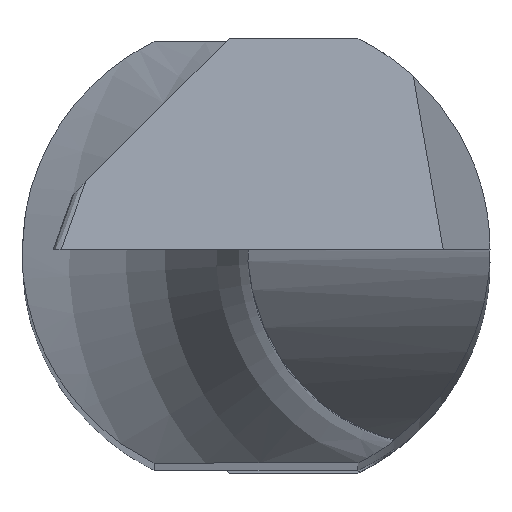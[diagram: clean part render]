
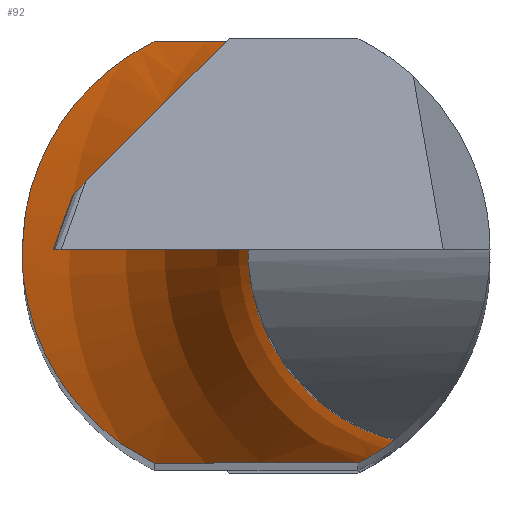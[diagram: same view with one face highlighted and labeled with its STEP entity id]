
A CAD part, top view. The second image highlights one B-rep face of the part: STEP entity #92.
In plain terms, the highlighted toroidal (fillet/blend) face has major radius 3.25 mm and minor radius 2 mm.
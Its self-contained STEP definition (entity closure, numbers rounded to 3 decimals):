
#29=TOROIDAL_SURFACE('',#920,3.25,2.);
#65=CIRCLE('',#918,1.25);
#66=CIRCLE('',#919,1.25);
#92=ADVANCED_FACE('',(#151),#29,.F.);
#151=FACE_OUTER_BOUND('',#190,.T.);
#190=EDGE_LOOP('',(#337,#338,#339,#340,#341,#342,#343,#344));
#337=ORIENTED_EDGE('',*,*,#581,.F.);
#338=ORIENTED_EDGE('',*,*,#582,.F.);
#339=ORIENTED_EDGE('',*,*,#583,.F.);
#340=ORIENTED_EDGE('',*,*,#584,.F.);
#341=ORIENTED_EDGE('',*,*,#557,.F.);
#342=ORIENTED_EDGE('',*,*,#585,.F.);
#343=ORIENTED_EDGE('',*,*,#586,.F.);
#344=ORIENTED_EDGE('',*,*,#547,.F.);
#460=VERTEX_POINT('',#1441);
#461=VERTEX_POINT('',#1449);
#470=VERTEX_POINT('',#1517);
#471=VERTEX_POINT('',#1525);
#486=VERTEX_POINT('',#1659);
#487=VERTEX_POINT('',#1678);
#488=VERTEX_POINT('',#1692);
#489=VERTEX_POINT('',#1698);
#547=EDGE_CURVE('',#460,#461,#641,.T.);
#557=EDGE_CURVE('',#470,#471,#646,.T.);
#581=EDGE_CURVE('',#486,#460,#659,.T.);
#582=EDGE_CURVE('',#487,#486,#660,.T.);
#583=EDGE_CURVE('',#488,#487,#661,.T.);
#584=EDGE_CURVE('',#471,#488,#662,.T.);
#585=EDGE_CURVE('',#489,#470,#65,.T.);
#586=EDGE_CURVE('',#461,#489,#66,.T.);
#641=B_SPLINE_CURVE_WITH_KNOTS('',3,(#1442,#1443,#1444,#1445,#1446,#1447,
#1448),.UNSPECIFIED.,.F.,.F.,(4,3,4),(0.,0.547,1.),
 .UNSPECIFIED.);
#646=B_SPLINE_CURVE_WITH_KNOTS('',3,(#1518,#1519,#1520,#1521,#1522,#1523,
#1524),.UNSPECIFIED.,.F.,.F.,(4,3,4),(0.,0.566,1.),
 .UNSPECIFIED.);
#659=B_SPLINE_CURVE_WITH_KNOTS('',3,(#1660,#1661,#1662,#1663),
 .UNSPECIFIED.,.F.,.F.,(4,4),(0.,1.),.UNSPECIFIED.);
#660=B_SPLINE_CURVE_WITH_KNOTS('',3,(#1665,#1666,#1667,#1668,#1669,#1670,
#1671,#1672,#1673,#1674,#1675,#1676,#1677),.UNSPECIFIED.,.F.,.F.,(4,3,3,
3,4),(0.,0.297,0.593,0.889,1.),
 .UNSPECIFIED.);
#661=B_SPLINE_CURVE_WITH_KNOTS('',3,(#1679,#1680,#1681,#1682,#1683,#1684,
#1685,#1686,#1687,#1688,#1689,#1690,#1691),.UNSPECIFIED.,.F.,.F.,(4,3,3,
3,4),(0.,0.294,0.588,0.883,1.),
 .UNSPECIFIED.);
#662=B_SPLINE_CURVE_WITH_KNOTS('',3,(#1693,#1694,#1695,#1696),
 .UNSPECIFIED.,.F.,.F.,(4,4),(0.,1.),.UNSPECIFIED.);
#918=AXIS2_PLACEMENT_3D('',#1697,#1042,#1043);
#919=AXIS2_PLACEMENT_3D('',#1699,#1044,#1045);
#920=AXIS2_PLACEMENT_3D('',#1700,#1046,#1047);
#1042=DIRECTION('',(0.,0.,1.));
#1043=DIRECTION('',(-1.,0.,0.));
#1044=DIRECTION('',(0.,0.,1.));
#1045=DIRECTION('',(-0.251,0.968,0.));
#1046=DIRECTION('',(0.,0.,-1.));
#1047=DIRECTION('',(-1.,0.,0.));
#1441=CARTESIAN_POINT('',(0.654,1.35,13.888));
#1442=CARTESIAN_POINT('',(0.654,1.35,13.888));
#1443=CARTESIAN_POINT('',(0.739,1.309,14.03));
#1444=CARTESIAN_POINT('',(0.801,1.269,14.189));
#1445=CARTESIAN_POINT('',(0.839,1.243,14.353));
#1446=CARTESIAN_POINT('',(0.871,1.222,14.489));
#1447=CARTESIAN_POINT('',(0.886,1.21,14.632));
#1448=CARTESIAN_POINT('',(0.886,1.21,14.773));
#1449=CARTESIAN_POINT('',(0.886,1.21,14.773));
#1517=CARTESIAN_POINT('',(0.886,-1.21,14.773));
#1518=CARTESIAN_POINT('',(0.886,-1.21,14.773));
#1519=CARTESIAN_POINT('',(0.886,-1.21,14.597));
#1520=CARTESIAN_POINT('',(0.862,-1.229,14.419));
#1521=CARTESIAN_POINT('',(0.813,-1.261,14.253));
#1522=CARTESIAN_POINT('',(0.775,-1.285,14.125));
#1523=CARTESIAN_POINT('',(0.722,-1.317,14.001));
#1524=CARTESIAN_POINT('',(0.654,-1.35,13.888));
#1525=CARTESIAN_POINT('',(0.654,-1.35,13.888));
#1659=CARTESIAN_POINT('',(-0.654,1.35,13.017));
#1660=CARTESIAN_POINT('',(-0.654,1.35,13.017));
#1661=CARTESIAN_POINT('',(-0.167,1.35,13.231));
#1662=CARTESIAN_POINT('',(0.236,1.35,13.571));
#1663=CARTESIAN_POINT('',(0.654,1.35,13.888));
#1665=CARTESIAN_POINT('',(-1.5,0.,12.85));
#1666=CARTESIAN_POINT('',(-1.5,0.166,12.85));
#1667=CARTESIAN_POINT('',(-1.472,0.335,12.853));
#1668=CARTESIAN_POINT('',(-1.417,0.492,12.861));
#1669=CARTESIAN_POINT('',(-1.362,0.649,12.869));
#1670=CARTESIAN_POINT('',(-1.28,0.799,12.88));
#1671=CARTESIAN_POINT('',(-1.178,0.929,12.898));
#1672=CARTESIAN_POINT('',(-1.076,1.058,12.916));
#1673=CARTESIAN_POINT('',(-0.95,1.172,12.941));
#1674=CARTESIAN_POINT('',(-0.814,1.26,12.974));
#1675=CARTESIAN_POINT('',(-0.762,1.293,12.987));
#1676=CARTESIAN_POINT('',(-0.709,1.323,13.001));
#1677=CARTESIAN_POINT('',(-0.654,1.35,13.017));
#1678=CARTESIAN_POINT('',(-1.5,0.,12.85));
#1679=CARTESIAN_POINT('',(-0.654,-1.35,13.017));
#1680=CARTESIAN_POINT('',(-0.798,-1.28,12.976));
#1681=CARTESIAN_POINT('',(-0.934,-1.185,12.945));
#1682=CARTESIAN_POINT('',(-1.051,-1.07,12.922));
#1683=CARTESIAN_POINT('',(-1.167,-0.956,12.899));
#1684=CARTESIAN_POINT('',(-1.267,-0.82,12.883));
#1685=CARTESIAN_POINT('',(-1.341,-0.673,12.872));
#1686=CARTESIAN_POINT('',(-1.415,-0.525,12.861));
#1687=CARTESIAN_POINT('',(-1.465,-0.362,12.855));
#1688=CARTESIAN_POINT('',(-1.487,-0.198,12.852));
#1689=CARTESIAN_POINT('',(-1.496,-0.133,12.851));
#1690=CARTESIAN_POINT('',(-1.5,-0.066,12.85));
#1691=CARTESIAN_POINT('',(-1.5,0.,12.85));
#1692=CARTESIAN_POINT('',(-0.654,-1.35,13.017));
#1693=CARTESIAN_POINT('',(0.654,-1.35,13.888));
#1694=CARTESIAN_POINT('',(0.236,-1.35,13.571));
#1695=CARTESIAN_POINT('',(-0.167,-1.35,13.231));
#1696=CARTESIAN_POINT('',(-0.654,-1.35,13.017));
#1697=CARTESIAN_POINT('',(1.2,0.,14.773));
#1698=CARTESIAN_POINT('',(-0.05,0.,14.773));
#1699=CARTESIAN_POINT('',(1.2,0.,14.773));
#1700=CARTESIAN_POINT('',(1.2,0.,14.773));
